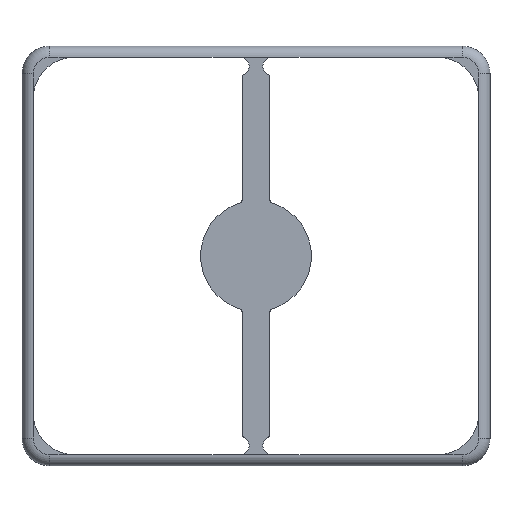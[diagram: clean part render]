
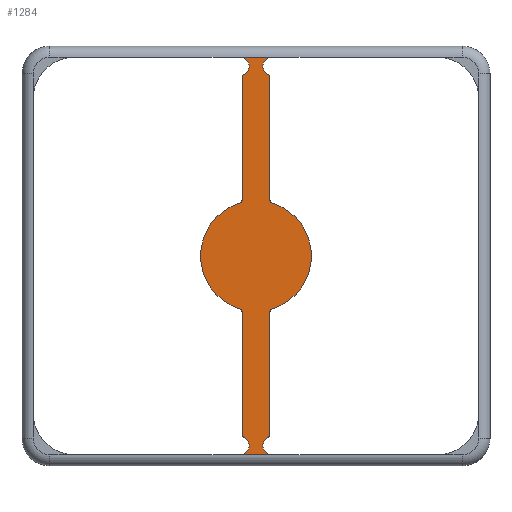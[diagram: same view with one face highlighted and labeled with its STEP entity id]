
A CAD part, top view. The second image highlights one B-rep face of the part: STEP entity #1284.
In plain terms, the highlighted face is planar.
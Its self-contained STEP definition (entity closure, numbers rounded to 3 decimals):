
#33=CIRCLE('',#1316,0.65);
#34=CIRCLE('',#1318,4.);
#37=CIRCLE('',#1322,0.25);
#40=CIRCLE('',#1327,0.25);
#55=CIRCLE('',#1353,0.65);
#64=CIRCLE('',#1367,4.);
#80=CIRCLE('',#1391,0.25);
#85=CIRCLE('',#1402,0.65);
#93=CIRCLE('',#1415,0.25);
#98=CIRCLE('',#1427,0.25);
#112=CIRCLE('',#1455,0.25);
#113=CIRCLE('',#1456,0.25);
#114=CIRCLE('',#1457,0.25);
#115=CIRCLE('',#1458,0.65);
#446=ORIENTED_EDGE('',*,*,#700,.T.);
#447=ORIENTED_EDGE('',*,*,#589,.F.);
#448=ORIENTED_EDGE('',*,*,#638,.F.);
#449=ORIENTED_EDGE('',*,*,#676,.F.);
#450=ORIENTED_EDGE('',*,*,#701,.F.);
#451=ORIENTED_EDGE('',*,*,#530,.F.);
#452=ORIENTED_EDGE('',*,*,#662,.F.);
#453=ORIENTED_EDGE('',*,*,#635,.F.);
#454=ORIENTED_EDGE('',*,*,#702,.F.);
#455=ORIENTED_EDGE('',*,*,#528,.F.);
#456=ORIENTED_EDGE('',*,*,#624,.T.);
#457=ORIENTED_EDGE('',*,*,#649,.F.);
#458=ORIENTED_EDGE('',*,*,#703,.F.);
#459=ORIENTED_EDGE('',*,*,#522,.F.);
#460=ORIENTED_EDGE('',*,*,#674,.F.);
#461=ORIENTED_EDGE('',*,*,#603,.F.);
#462=ORIENTED_EDGE('',*,*,#542,.F.);
#463=ORIENTED_EDGE('',*,*,#670,.F.);
#464=ORIENTED_EDGE('',*,*,#536,.F.);
#465=ORIENTED_EDGE('',*,*,#704,.F.);
#522=EDGE_CURVE('',#706,#707,#818,.T.);
#528=EDGE_CURVE('',#712,#713,#33,.T.);
#530=EDGE_CURVE('',#714,#715,#34,.T.);
#536=EDGE_CURVE('',#720,#721,#37,.T.);
#542=EDGE_CURVE('',#726,#727,#40,.T.);
#589=EDGE_CURVE('',#765,#738,#55,.T.);
#603=EDGE_CURVE('',#727,#772,#64,.T.);
#624=EDGE_CURVE('',#712,#783,#879,.T.);
#635=EDGE_CURVE('',#787,#788,#883,.T.);
#638=EDGE_CURVE('',#789,#765,#80,.T.);
#649=EDGE_CURVE('',#795,#783,#85,.T.);
#662=EDGE_CURVE('',#788,#714,#93,.T.);
#670=EDGE_CURVE('',#721,#726,#902,.T.);
#674=EDGE_CURVE('',#772,#706,#98,.T.);
#676=EDGE_CURVE('',#810,#789,#904,.T.);
#700=EDGE_CURVE('',#781,#738,#916,.T.);
#701=EDGE_CURVE('',#715,#810,#112,.T.);
#702=EDGE_CURVE('',#713,#787,#113,.T.);
#703=EDGE_CURVE('',#707,#795,#114,.T.);
#704=EDGE_CURVE('',#781,#720,#115,.T.);
#706=VERTEX_POINT('',#1898);
#707=VERTEX_POINT('',#1899);
#712=VERTEX_POINT('',#1910);
#713=VERTEX_POINT('',#1912);
#714=VERTEX_POINT('',#1916);
#715=VERTEX_POINT('',#1917);
#720=VERTEX_POINT('',#1928);
#721=VERTEX_POINT('',#1930);
#726=VERTEX_POINT('',#1943);
#727=VERTEX_POINT('',#1944);
#738=VERTEX_POINT('',#1971);
#765=VERTEX_POINT('',#2039);
#772=VERTEX_POINT('',#2066);
#781=VERTEX_POINT('',#2093);
#783=VERTEX_POINT('',#2100);
#787=VERTEX_POINT('',#2119);
#788=VERTEX_POINT('',#2121);
#789=VERTEX_POINT('',#2125);
#795=VERTEX_POINT('',#2148);
#810=VERTEX_POINT('',#2205);
#818=LINE('',#1897,#918);
#879=LINE('',#2101,#979);
#883=LINE('',#2120,#983);
#902=LINE('',#2191,#1002);
#904=LINE('',#2204,#1004);
#916=LINE('',#2248,#1016);
#918=VECTOR('',#1477,1000.);
#979=VECTOR('',#1668,1000.);
#983=VECTOR('',#1694,1000.);
#1002=VECTOR('',#1777,1000.);
#1004=VECTOR('',#1797,1000.);
#1016=VECTOR('',#1857,1000.);
#1091=EDGE_LOOP('',(#446,#447,#448,#449,#450,#451,#452,#453,#454,#455,#456,
#457,#458,#459,#460,#461,#462,#463,#464,#465));
#1179=FACE_BOUND('',#1091,.T.);
#1221=PLANE('',#1454);
#1284=ADVANCED_FACE('',(#1179),#1221,.F.);
#1316=AXIS2_PLACEMENT_3D('',#1911,#1486,#1487);
#1318=AXIS2_PLACEMENT_3D('',#1915,#1491,#1492);
#1322=AXIS2_PLACEMENT_3D('',#1929,#1502,#1503);
#1327=AXIS2_PLACEMENT_3D('',#1942,#1515,#1516);
#1353=AXIS2_PLACEMENT_3D('',#2040,#1599,#1600);
#1367=AXIS2_PLACEMENT_3D('',#2065,#1632,#1633);
#1391=AXIS2_PLACEMENT_3D('',#2126,#1699,#1700);
#1402=AXIS2_PLACEMENT_3D('',#2149,#1727,#1728);
#1415=AXIS2_PLACEMENT_3D('',#2175,#1758,#1759);
#1427=AXIS2_PLACEMENT_3D('',#2199,#1789,#1790);
#1454=AXIS2_PLACEMENT_3D('',#2247,#1855,#1856);
#1455=AXIS2_PLACEMENT_3D('',#2249,#1858,#1859);
#1456=AXIS2_PLACEMENT_3D('',#2250,#1860,#1861);
#1457=AXIS2_PLACEMENT_3D('',#2251,#1862,#1863);
#1458=AXIS2_PLACEMENT_3D('',#2252,#1864,#1865);
#1477=DIRECTION('',(-1.,0.,0.));
#1486=DIRECTION('',(0.,1.,0.));
#1487=DIRECTION('',(0.,0.,1.));
#1491=DIRECTION('',(0.,-1.,0.));
#1492=DIRECTION('',(0.,0.,1.));
#1502=DIRECTION('',(0.,-1.,0.));
#1503=DIRECTION('',(0.,0.,-1.));
#1515=DIRECTION('',(0.,1.,0.));
#1516=DIRECTION('',(0.,0.,-1.));
#1599=DIRECTION('',(0.,1.,0.));
#1600=DIRECTION('',(0.,0.,1.));
#1632=DIRECTION('',(0.,-1.,0.));
#1633=DIRECTION('',(0.,0.,1.));
#1668=DIRECTION('',(0.,0.,1.));
#1694=DIRECTION('',(1.,0.,0.));
#1699=DIRECTION('',(0.,-1.,0.));
#1700=DIRECTION('',(0.,0.,1.));
#1727=DIRECTION('',(0.,1.,0.));
#1728=DIRECTION('',(0.,0.,-1.));
#1758=DIRECTION('',(0.,1.,0.));
#1759=DIRECTION('',(0.,0.,1.));
#1777=DIRECTION('',(-1.,0.,0.));
#1789=DIRECTION('',(0.,1.,0.));
#1790=DIRECTION('',(0.,0.,1.));
#1797=DIRECTION('',(1.,0.,0.));
#1855=DIRECTION('',(0.,-1.,0.));
#1856=DIRECTION('',(0.,0.,-1.));
#1857=DIRECTION('',(0.,0.,-1.));
#1858=DIRECTION('',(0.,1.,0.));
#1859=DIRECTION('',(0.,0.,1.));
#1860=DIRECTION('',(0.,-1.,0.));
#1861=DIRECTION('',(0.,0.,1.));
#1862=DIRECTION('',(0.,-1.,0.));
#1863=DIRECTION('',(0.,0.,-1.));
#1864=DIRECTION('',(0.,1.,0.));
#1865=DIRECTION('',(0.,0.,-1.));
#1897=CARTESIAN_POINT('',(-13.65,0.,1.));
#1898=CARTESIAN_POINT('',(-4.062,0.,1.));
#1899=CARTESIAN_POINT('',(-12.894,0.,1.));
#1910=CARTESIAN_POINT('',(-14.35,0.,-1.15));
#1911=CARTESIAN_POINT('',(-13.7,0.,-1.15));
#1912=CARTESIAN_POINT('',(-13.118,0.,-0.861));
#1915=CARTESIAN_POINT('',(0.,0.,0.));
#1916=CARTESIAN_POINT('',(-3.823,0.,-1.176));
#1917=CARTESIAN_POINT('',(3.823,0.,-1.176));
#1928=CARTESIAN_POINT('',(13.118,0.,0.861));
#1929=CARTESIAN_POINT('',(12.894,0.,0.75));
#1930=CARTESIAN_POINT('',(12.894,0.,1.));
#1942=CARTESIAN_POINT('',(4.062,0.,1.25));
#1943=CARTESIAN_POINT('',(4.062,0.,1.));
#1944=CARTESIAN_POINT('',(3.823,0.,1.176));
#1971=CARTESIAN_POINT('',(14.35,0.,-1.15));
#2039=CARTESIAN_POINT('',(13.118,0.,-0.861));
#2040=CARTESIAN_POINT('',(13.7,0.,-1.15));
#2065=CARTESIAN_POINT('',(0.,0.,0.));
#2066=CARTESIAN_POINT('',(-3.823,0.,1.176));
#2093=CARTESIAN_POINT('',(14.35,0.,1.15));
#2100=CARTESIAN_POINT('',(-14.35,0.,1.15));
#2101=CARTESIAN_POINT('',(-14.35,0.,-14.9));
#2119=CARTESIAN_POINT('',(-12.894,0.,-1.));
#2120=CARTESIAN_POINT('',(-13.65,0.,-1.));
#2121=CARTESIAN_POINT('',(-4.062,0.,-1.));
#2125=CARTESIAN_POINT('',(12.894,0.,-1.));
#2126=CARTESIAN_POINT('',(12.894,0.,-0.75));
#2148=CARTESIAN_POINT('',(-13.118,0.,0.861));
#2149=CARTESIAN_POINT('',(-13.7,0.,1.15));
#2175=CARTESIAN_POINT('',(-4.062,0.,-1.25));
#2191=CARTESIAN_POINT('',(4.062,0.,1.));
#2199=CARTESIAN_POINT('',(-4.062,0.,1.25));
#2204=CARTESIAN_POINT('',(4.062,0.,-1.));
#2205=CARTESIAN_POINT('',(4.062,0.,-1.));
#2247=CARTESIAN_POINT('',(13.15,0.,14.9));
#2248=CARTESIAN_POINT('',(14.35,0.,14.9));
#2249=CARTESIAN_POINT('',(4.062,0.,-1.25));
#2250=CARTESIAN_POINT('',(-12.894,0.,-0.75));
#2251=CARTESIAN_POINT('',(-12.894,0.,0.75));
#2252=CARTESIAN_POINT('',(13.7,0.,1.15));
